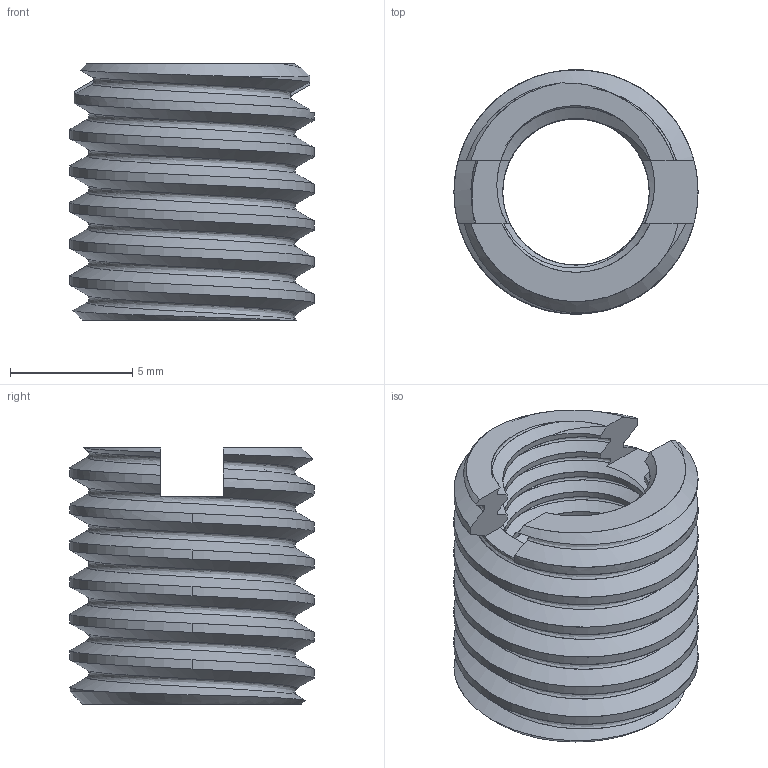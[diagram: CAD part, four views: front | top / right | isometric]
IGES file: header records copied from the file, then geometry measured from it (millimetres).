
Start section: SolidWorks IGES file using analytic representation for surfaces
Global section: file name: B002KVAWWI.3D.IGS; native system: SolidWorks 2012; preprocessor: SolidWorks 2012; author: hari; date: 140422.124651; units: inch
Bounding box: 10 x 10 x 10.49 mm (x, y, z)
Surface area: 852.6 mm2 (no closed solid volume)
Topology: 0 solids, 0 shells, 78 faces, 1331 edges, 1331 vertices
Faces by surface type: revolution 44, bspline 34
